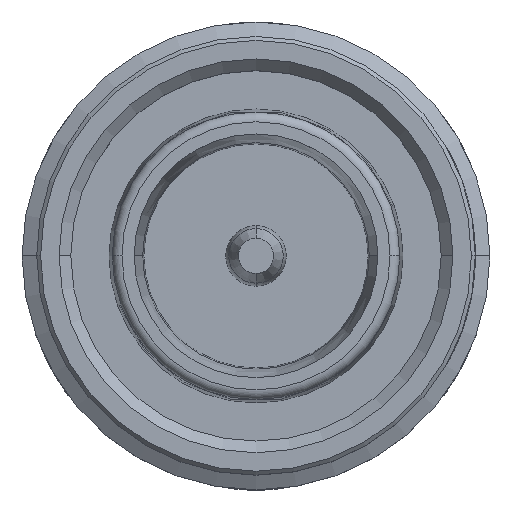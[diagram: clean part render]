
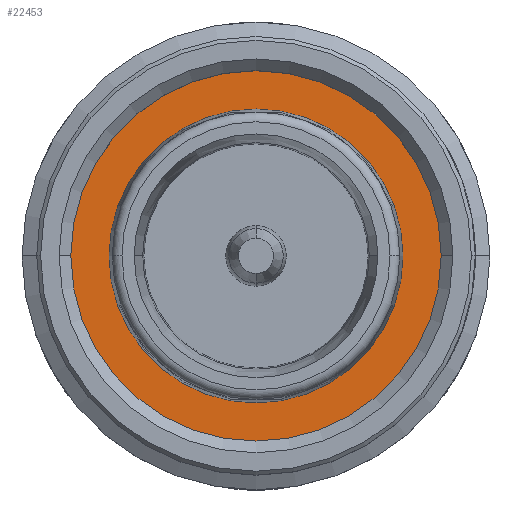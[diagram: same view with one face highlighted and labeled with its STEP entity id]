
A CAD part, top view. The second image highlights one B-rep face of the part: STEP entity #22453.
In plain terms, the highlighted planar face has unit normal (0, 0, 1).
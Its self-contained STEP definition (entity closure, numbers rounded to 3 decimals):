
#1207 = CIRCLE ( 'NONE', #17332, 9.5 ) ;
#1812 = AXIS2_PLACEMENT_3D ( 'NONE', #6083, #13530, #4231 ) ;
#1943 = EDGE_LOOP ( 'NONE', ( #11162, #4843 ) ) ;
#2364 = DIRECTION ( 'NONE',  ( -1., 0., 0. ) ) ;
#3399 = EDGE_CURVE ( 'NONE', #12907, #14904, #4593, .T. ) ;
#3926 = CARTESIAN_POINT ( 'NONE',  ( 0., 0., -3.85 ) ) ;
#4231 = DIRECTION ( 'NONE',  ( -1., 0., 0. ) ) ;
#4593 = CIRCLE ( 'NONE', #17687, 9.5 ) ;
#4843 = ORIENTED_EDGE ( 'NONE', *, *, #19462, .T. ) ;
#4844 = CARTESIAN_POINT ( 'NONE',  ( 0., 0., -3.85 ) ) ;
#5049 = CIRCLE ( 'NONE', #14329, 7.54 ) ;
#5939 = DIRECTION ( 'NONE',  ( 0., 0., -1. ) ) ;
#6083 = CARTESIAN_POINT ( 'NONE',  ( 0., 0., -3.85 ) ) ;
#6860 = CARTESIAN_POINT ( 'NONE',  ( -7.54, 0., -3.85 ) ) ;
#7371 = CARTESIAN_POINT ( 'NONE',  ( -9.5, 0., -3.85 ) ) ;
#8059 = FACE_OUTER_BOUND ( 'NONE', #1943, .T. ) ;
#8102 = VERTEX_POINT ( 'NONE', #6860 ) ;
#9587 = DIRECTION ( 'NONE',  ( -1., 0., 0. ) ) ;
#9698 = AXIS2_PLACEMENT_3D ( 'NONE', #4844, #16071, #14272 ) ;
#11162 = ORIENTED_EDGE ( 'NONE', *, *, #3399, .T. ) ;
#12150 = EDGE_LOOP ( 'NONE', ( #19916, #18648 ) ) ;
#12201 = EDGE_CURVE ( 'NONE', #8102, #23864, #21079, .T. ) ;
#12805 = DIRECTION ( 'NONE',  ( 0., 0., 1. ) ) ;
#12893 = CARTESIAN_POINT ( 'NONE',  ( 0., 0., -3.85 ) ) ;
#12907 = VERTEX_POINT ( 'NONE', #17289 ) ;
#13347 = PLANE ( 'NONE',  #1812 ) ;
#13530 = DIRECTION ( 'NONE',  ( 0., 0., -1. ) ) ;
#13634 = CARTESIAN_POINT ( 'NONE',  ( 0., 0., -3.85 ) ) ;
#14272 = DIRECTION ( 'NONE',  ( -1., 0., 0. ) ) ;
#14329 = AXIS2_PLACEMENT_3D ( 'NONE', #3926, #5939, #9587 ) ;
#14689 = CARTESIAN_POINT ( 'NONE',  ( 7.54, 0., -3.85 ) ) ;
#14904 = VERTEX_POINT ( 'NONE', #7371 ) ;
#15505 = DIRECTION ( 'NONE',  ( 0., 0., 1. ) ) ;
#16071 = DIRECTION ( 'NONE',  ( 0., 0., -1. ) ) ;
#17289 = CARTESIAN_POINT ( 'NONE',  ( 9.5, 0., -3.85 ) ) ;
#17332 = AXIS2_PLACEMENT_3D ( 'NONE', #13634, #15505, #2364 ) ;
#17687 = AXIS2_PLACEMENT_3D ( 'NONE', #12893, #12805, #22177 ) ;
#18648 = ORIENTED_EDGE ( 'NONE', *, *, #12201, .T. ) ;
#19403 = EDGE_CURVE ( 'NONE', #23864, #8102, #5049, .T. ) ;
#19462 = EDGE_CURVE ( 'NONE', #14904, #12907, #1207, .T. ) ;
#19916 = ORIENTED_EDGE ( 'NONE', *, *, #19403, .T. ) ;
#21079 = CIRCLE ( 'NONE', #9698, 7.54 ) ;
#22177 = DIRECTION ( 'NONE',  ( -1., 0., 0. ) ) ;
#22453 = ADVANCED_FACE ( 'NONE', ( #24434, #8059 ), #13347, .F. ) ;
#23864 = VERTEX_POINT ( 'NONE', #14689 ) ;
#24434 = FACE_BOUND ( 'NONE', #12150, .T. ) ;
